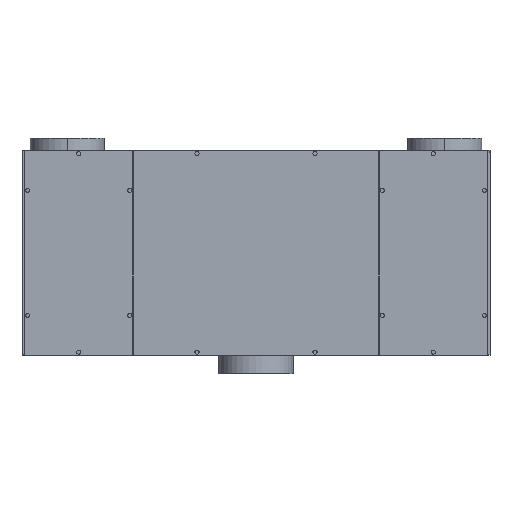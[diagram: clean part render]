
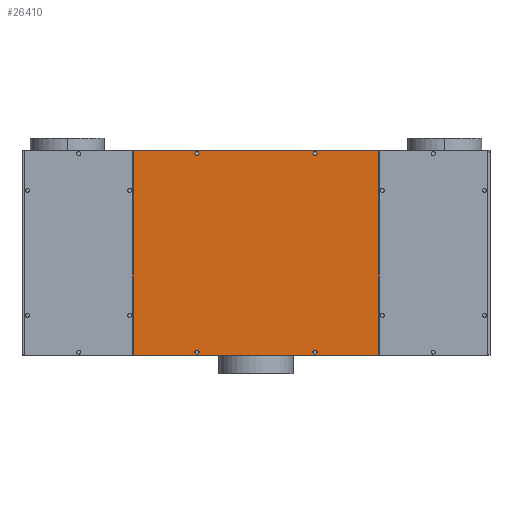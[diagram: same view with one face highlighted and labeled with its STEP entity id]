
A CAD part, top view. The second image highlights one B-rep face of the part: STEP entity #26410.
In plain terms, the highlighted planar face has unit normal (0, 0, 1).
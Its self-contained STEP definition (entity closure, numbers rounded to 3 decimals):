
#22700=CARTESIAN_POINT('',(-346.25,439.,441.5));
#22710=DIRECTION('',(1.,0.,0.));
#22720=VECTOR('',#22710,1.);
#22730=LINE('',#22700,#22720);
#22740=CARTESIAN_POINT('',(-318.5,439.,
441.5));
#22750=VERTEX_POINT('',#22740);
#22760=CARTESIAN_POINT('',(723.5,439.,
441.5));
#22770=VERTEX_POINT('',#22760);
#22780=EDGE_CURVE('',#22750,#22770,#22730,.T.);
#24190=CARTESIAN_POINT('',(723.5,4.5,
441.5));
#24200=DIRECTION('',(0.,-1.,0.));
#24210=VECTOR('',#24200,1.);
#24220=LINE('',#24190,#24210);
#24230=CARTESIAN_POINT('',(723.5,-430.,
441.5));
#24240=VERTEX_POINT('',#24230);
#24250=EDGE_CURVE('',#22770,#24240,#24220,.T.);
#25280=CARTESIAN_POINT('',(-318.5,4.5,
441.5));
#25290=DIRECTION('',(0.,1.,0.));
#25300=VECTOR('',#25290,1.);
#25310=LINE('',#25280,#25300);
#25320=CARTESIAN_POINT('',(-318.5,-430.,
441.5));
#25330=VERTEX_POINT('',#25320);
#25340=EDGE_CURVE('',#25330,#22750,#25310,.T.);
#25650=CARTESIAN_POINT('',(-346.25,4.5,441.5));
#25660=DIRECTION('',(0.,0.,1.));
#25670=DIRECTION('',(1.,0.,0.));
#25680=AXIS2_PLACEMENT_3D('',#25650,#25660,#25670);
#25690=PLANE('',#25680);
#25700=CARTESIAN_POINT('',(452.5,425.5,
441.5));
#25710=DIRECTION('',(0.,0.,1.));
#25720=DIRECTION('',(1.,0.,0.));
#25730=AXIS2_PLACEMENT_3D('',#25700,#25710,#25720);
#25740=CIRCLE('',#25730,8.8);
#25750=CARTESIAN_POINT('',(461.3,425.5,
441.5));
#25760=VERTEX_POINT('',#25750);
#25770=CARTESIAN_POINT('',(443.7,425.5,
441.5));
#25780=VERTEX_POINT('',#25770);
#25790=EDGE_CURVE('',#25760,#25780,#25740,.T.);
#25800=ORIENTED_EDGE('',*,*,#25790,.F.);
#25810=EDGE_CURVE('',#25780,#25760,#25740,.T.);
#25820=ORIENTED_EDGE('',*,*,#25810,.F.);
#25830=EDGE_LOOP('',(#25820,#25800));
#25840=FACE_BOUND('',#25830,.T.);
#25850=CARTESIAN_POINT('',(-47.5,-416.5,
441.5));
#25860=DIRECTION('',(0.,0.,1.));
#25870=DIRECTION('',(1.,0.,0.));
#25880=AXIS2_PLACEMENT_3D('',#25850,#25860,#25870);
#25890=CIRCLE('',#25880,8.8);
#25900=CARTESIAN_POINT('',(-38.7,-416.5,
441.5));
#25910=VERTEX_POINT('',#25900);
#25920=CARTESIAN_POINT('',(-56.3,-416.5,
441.5));
#25930=VERTEX_POINT('',#25920);
#25940=EDGE_CURVE('',#25910,#25930,#25890,.T.);
#25950=ORIENTED_EDGE('',*,*,#25940,.F.);
#25960=EDGE_CURVE('',#25930,#25910,#25890,.T.);
#25970=ORIENTED_EDGE('',*,*,#25960,.F.);
#25980=EDGE_LOOP('',(#25970,#25950));
#25990=FACE_BOUND('',#25980,.T.);
#26000=CARTESIAN_POINT('',(-47.5,425.5,
441.5));
#26010=DIRECTION('',(0.,0.,1.));
#26020=DIRECTION('',(1.,0.,0.));
#26030=AXIS2_PLACEMENT_3D('',#26000,#26010,#26020);
#26040=CIRCLE('',#26030,8.8);
#26050=CARTESIAN_POINT('',(-38.7,425.5,
441.5));
#26060=VERTEX_POINT('',#26050);
#26070=CARTESIAN_POINT('',(-56.3,425.5,
441.5));
#26080=VERTEX_POINT('',#26070);
#26090=EDGE_CURVE('',#26060,#26080,#26040,.T.);
#26100=ORIENTED_EDGE('',*,*,#26090,.F.);
#26110=EDGE_CURVE('',#26080,#26060,#26040,.T.);
#26120=ORIENTED_EDGE('',*,*,#26110,.F.);
#26130=EDGE_LOOP('',(#26120,#26100));
#26140=FACE_BOUND('',#26130,.T.);
#26150=CARTESIAN_POINT('',(452.5,-416.5,
441.5));
#26160=DIRECTION('',(0.,0.,1.));
#26170=DIRECTION('',(1.,0.,0.));
#26180=AXIS2_PLACEMENT_3D('',#26150,#26160,#26170);
#26190=CIRCLE('',#26180,8.8);
#26200=CARTESIAN_POINT('',(461.3,-416.5,
441.5));
#26210=VERTEX_POINT('',#26200);
#26220=CARTESIAN_POINT('',(443.7,-416.5,
441.5));
#26230=VERTEX_POINT('',#26220);
#26240=EDGE_CURVE('',#26210,#26230,#26190,.T.);
#26250=ORIENTED_EDGE('',*,*,#26240,.F.);
#26260=EDGE_CURVE('',#26230,#26210,#26190,.T.);
#26270=ORIENTED_EDGE('',*,*,#26260,.F.);
#26280=EDGE_LOOP('',(#26270,#26250));
#26290=FACE_BOUND('',#26280,.T.);
#26300=CARTESIAN_POINT('',(-548.75,-430.,441.5));
#26310=DIRECTION('',(-1.,0.,0.));
#26320=VECTOR('',#26310,1.);
#26330=LINE('',#26300,#26320);
#26340=EDGE_CURVE('',#24240,#25330,#26330,.T.);
#26350=ORIENTED_EDGE('',*,*,#26340,.F.);
#26360=ORIENTED_EDGE('',*,*,#25340,.F.);
#26370=ORIENTED_EDGE('',*,*,#22780,.F.);
#26380=ORIENTED_EDGE('',*,*,#24250,.F.);
#26390=EDGE_LOOP('',(#26380,#26370,#26360,#26350));
#26400=FACE_OUTER_BOUND('',#26390,.T.);
#26410=ADVANCED_FACE('',(#25840,#25990,#26140,#26290,#26400),#25690,.T.)
;
